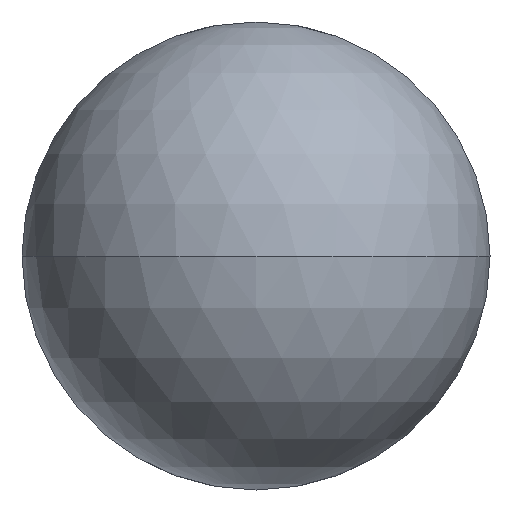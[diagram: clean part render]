
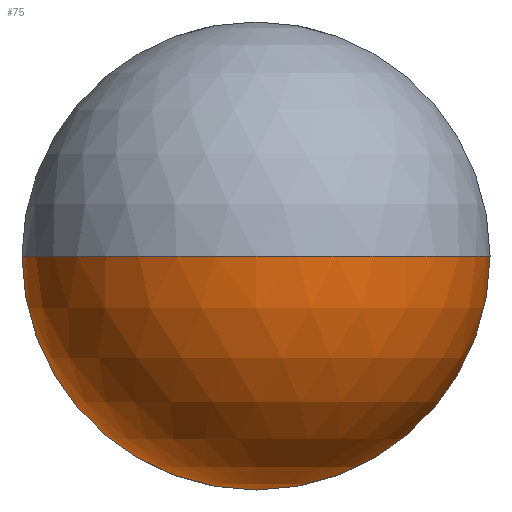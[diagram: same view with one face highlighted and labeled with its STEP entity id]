
A CAD part, front view. The second image highlights one B-rep face of the part: STEP entity #75.
In plain terms, the highlighted spherical face has radius 2.381 mm.
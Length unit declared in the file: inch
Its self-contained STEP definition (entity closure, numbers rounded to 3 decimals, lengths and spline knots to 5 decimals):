
#7 = EDGE_CURVE ( 'NONE', #235, #156, #116, .T. ) ;
#48 = DIRECTION ( 'NONE',  ( -1., 0., 0. ) ) ;
#61 = ORIENTED_EDGE ( 'NONE', *, *, #311, .F. ) ;
#75 = ADVANCED_FACE ( 'NONE', ( #284 ), #413, .T. ) ;
#86 = CARTESIAN_POINT ( 'NONE',  ( 0., 0.09375, 0. ) ) ;
#116 = CIRCLE ( 'NONE', #476, 0.09375 ) ;
#129 = CARTESIAN_POINT ( 'NONE',  ( 0., 0.09375, 0. ) ) ;
#136 = CARTESIAN_POINT ( 'NONE',  ( 0., 0.09375, 0. ) ) ;
#150 = EDGE_LOOP ( 'NONE', ( #467, #175, #395, #61 ) ) ;
#156 = VERTEX_POINT ( 'NONE', #491 ) ;
#157 = DIRECTION ( 'NONE',  ( 0., 0., 1. ) ) ;
#167 = AXIS2_PLACEMENT_3D ( 'NONE', #129, #524, #237 ) ;
#169 = CARTESIAN_POINT ( 'NONE',  ( 0., 0.09375, 0. ) ) ;
#175 = ORIENTED_EDGE ( 'NONE', *, *, #7, .T. ) ;
#186 = CARTESIAN_POINT ( 'NONE',  ( 0., 0.09375, -0.09375 ) ) ;
#235 = VERTEX_POINT ( 'NONE', #186 ) ;
#237 = DIRECTION ( 'NONE',  ( -1., 0., 0. ) ) ;
#240 = DIRECTION ( 'NONE',  ( 0., -1., 0. ) ) ;
#241 = DIRECTION ( 'NONE',  ( 1., 0., 0. ) ) ;
#247 = AXIS2_PLACEMENT_3D ( 'NONE', #136, #292, #405 ) ;
#249 = CARTESIAN_POINT ( 'NONE',  ( 0., 0.09375, 0. ) ) ;
#284 = FACE_OUTER_BOUND ( 'NONE', #150, .T. ) ;
#292 = DIRECTION ( 'NONE',  ( 0., -1., 0. ) ) ;
#307 = VERTEX_POINT ( 'NONE', #364 ) ;
#311 = EDGE_CURVE ( 'NONE', #380, #307, #436, .T. ) ;
#319 = AXIS2_PLACEMENT_3D ( 'NONE', #86, #157, #241 ) ;
#325 = EDGE_CURVE ( 'NONE', #156, #307, #342, .T. ) ;
#329 = DIRECTION ( 'NONE',  ( 0., 0., -1. ) ) ;
#342 = CIRCLE ( 'NONE', #167, 0.09375 ) ;
#363 = CIRCLE ( 'NONE', #247, 0.09375 ) ;
#364 = CARTESIAN_POINT ( 'NONE',  ( 0., 0., 0. ) ) ;
#366 = EDGE_CURVE ( 'NONE', #380, #235, #363, .T. ) ;
#368 = AXIS2_PLACEMENT_3D ( 'NONE', #169, #329, #48 ) ;
#369 = CARTESIAN_POINT ( 'NONE',  ( -0.09375, 0.09375, 0. ) ) ;
#380 = VERTEX_POINT ( 'NONE', #369 ) ;
#395 = ORIENTED_EDGE ( 'NONE', *, *, #325, .T. ) ;
#396 = DIRECTION ( 'NONE',  ( 0., 0., -1. ) ) ;
#405 = DIRECTION ( 'NONE',  ( 0., 0., -1. ) ) ;
#413 = SPHERICAL_SURFACE ( 'NONE', #368, 0.09375 ) ;
#436 = CIRCLE ( 'NONE', #319, 0.09375 ) ;
#467 = ORIENTED_EDGE ( 'NONE', *, *, #366, .T. ) ;
#476 = AXIS2_PLACEMENT_3D ( 'NONE', #249, #240, #396 ) ;
#491 = CARTESIAN_POINT ( 'NONE',  ( 0.09375, 0.09375, 0. ) ) ;
#524 = DIRECTION ( 'NONE',  ( 0., 0., -1. ) ) ;
